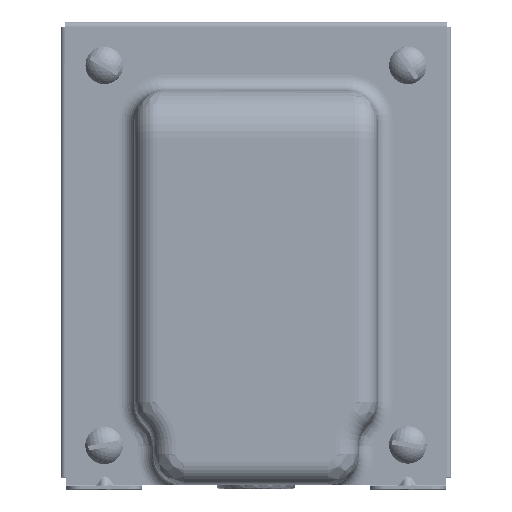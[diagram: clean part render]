
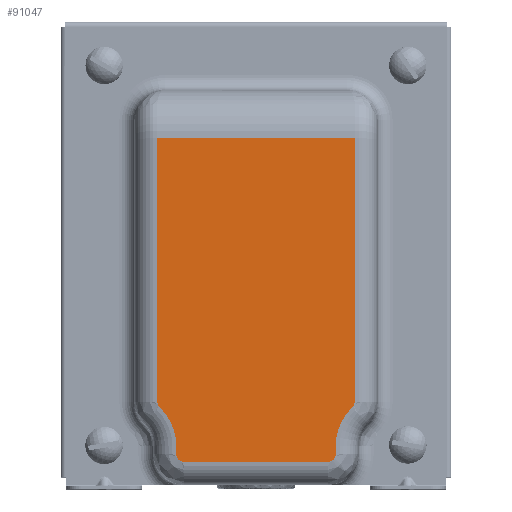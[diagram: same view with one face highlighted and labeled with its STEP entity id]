
A CAD part, top view. The second image highlights one B-rep face of the part: STEP entity #91047.
In plain terms, the highlighted planar face has unit normal (0, 0, 1).
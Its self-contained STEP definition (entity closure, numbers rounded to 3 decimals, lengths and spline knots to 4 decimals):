
#2187=PLANE('',#96962);
#6310=FACE_OUTER_BOUND('',#11579,.T.);
#11579=EDGE_LOOP('',(#63719,#63720,#63721,#63722,#63723,#63724,#63725,#63726,
#63727,#63728,#63729,#63730));
#17906=CIRCLE('',#96935,0.0625);
#17908=CIRCLE('',#96938,0.4375);
#17911=CIRCLE('',#96942,0.0625);
#17914=CIRCLE('',#96946,0.0625);
#17918=CIRCLE('',#96952,0.4375);
#17921=CIRCLE('',#96955,0.0625);
#21462=LINE('',#136269,#30723);
#21463=LINE('',#136289,#30724);
#21464=LINE('',#136305,#30725);
#21465=LINE('',#136321,#30726);
#21467=LINE('',#136347,#30728);
#21468=LINE('',#136452,#30729);
#30723=VECTOR('',#106161,0.3937);
#30724=VECTOR('',#106176,0.3937);
#30725=VECTOR('',#106185,0.3937);
#30726=VECTOR('',#106194,0.3937);
#30728=VECTOR('',#106214,0.3937);
#30729=VECTOR('',#106225,0.3937);
#40205=VERTEX_POINT('',#136263);
#40206=VERTEX_POINT('',#136267);
#40207=VERTEX_POINT('',#136279);
#40208=VERTEX_POINT('',#136283);
#40209=VERTEX_POINT('',#136287);
#40210=VERTEX_POINT('',#136299);
#40211=VERTEX_POINT('',#136303);
#40212=VERTEX_POINT('',#136315);
#40213=VERTEX_POINT('',#136319);
#40214=VERTEX_POINT('',#136323);
#40216=VERTEX_POINT('',#136337);
#40218=VERTEX_POINT('',#136343);
#49404=EDGE_CURVE('',#40205,#40206,#21462,.T.);
#49406=EDGE_CURVE('',#40206,#40207,#17906,.T.);
#49408=EDGE_CURVE('',#40207,#40208,#17908,.T.);
#49410=EDGE_CURVE('',#40208,#40209,#21463,.T.);
#49412=EDGE_CURVE('',#40209,#40210,#17911,.T.);
#49414=EDGE_CURVE('',#40210,#40211,#21464,.T.);
#49416=EDGE_CURVE('',#40211,#40212,#17914,.T.);
#49418=EDGE_CURVE('',#40212,#40213,#21465,.T.);
#49421=EDGE_CURVE('',#40213,#40214,#17918,.T.);
#49424=EDGE_CURVE('',#40214,#40216,#17921,.T.);
#49427=EDGE_CURVE('',#40216,#40218,#21467,.T.);
#49433=EDGE_CURVE('',#40218,#40205,#21468,.T.);
#63719=ORIENTED_EDGE('',*,*,#49427,.F.);
#63720=ORIENTED_EDGE('',*,*,#49424,.F.);
#63721=ORIENTED_EDGE('',*,*,#49421,.F.);
#63722=ORIENTED_EDGE('',*,*,#49418,.F.);
#63723=ORIENTED_EDGE('',*,*,#49416,.F.);
#63724=ORIENTED_EDGE('',*,*,#49414,.F.);
#63725=ORIENTED_EDGE('',*,*,#49412,.F.);
#63726=ORIENTED_EDGE('',*,*,#49410,.F.);
#63727=ORIENTED_EDGE('',*,*,#49408,.F.);
#63728=ORIENTED_EDGE('',*,*,#49406,.F.);
#63729=ORIENTED_EDGE('',*,*,#49404,.F.);
#63730=ORIENTED_EDGE('',*,*,#49433,.F.);
#91047=ADVANCED_FACE('',(#6310),#2187,.T.);
#96935=AXIS2_PLACEMENT_3D('',#136281,#106164,#106165);
#96938=AXIS2_PLACEMENT_3D('',#136285,#106170,#106171);
#96942=AXIS2_PLACEMENT_3D('',#136301,#106179,#106180);
#96946=AXIS2_PLACEMENT_3D('',#136317,#106188,#106189);
#96952=AXIS2_PLACEMENT_3D('',#136327,#106201,#106202);
#96955=AXIS2_PLACEMENT_3D('',#136341,#106207,#106208);
#96962=AXIS2_PLACEMENT_3D('',#136451,#106223,#106224);
#106161=DIRECTION('',(0.,-1.,0.));
#106164=DIRECTION('center_axis',(0.,0.,
-1.));
#106165=DIRECTION('ref_axis',(0.919,-0.395,0.));
#106170=DIRECTION('center_axis',(0.,0.,
1.));
#106171=DIRECTION('ref_axis',(-0.919,0.395,0.));
#106176=DIRECTION('',(0.,-1.,0.));
#106179=DIRECTION('center_axis',(0.,0.,
-1.));
#106180=DIRECTION('ref_axis',(0.707,-0.707,0.));
#106185=DIRECTION('',(-1.,0.,0.));
#106188=DIRECTION('center_axis',(0.,0.,
-1.));
#106189=DIRECTION('ref_axis',(-0.707,-0.707,0.));
#106194=DIRECTION('',(0.,1.,0.));
#106201=DIRECTION('center_axis',(0.,0.,
1.));
#106202=DIRECTION('ref_axis',(0.919,0.395,0.));
#106207=DIRECTION('center_axis',(0.,0.,
-1.));
#106208=DIRECTION('ref_axis',(-0.919,-0.395,0.));
#106214=DIRECTION('',(0.,1.,0.));
#106223=DIRECTION('center_axis',(0.,0.,
1.));
#106224=DIRECTION('ref_axis',(1.,0.,0.));
#106225=DIRECTION('',(1.,0.,0.));
#136263=CARTESIAN_POINT('',(0.8095,4.6184,-1.3125));
#136267=CARTESIAN_POINT('',(0.8095,2.4497,-1.3125));
#136269=CARTESIAN_POINT('',(0.8095,2.8559,-1.3125));
#136279=CARTESIAN_POINT('',(0.79,2.4044,-1.3125));
#136281=CARTESIAN_POINT('Origin',(0.747,2.4497,-1.3125));
#136283=CARTESIAN_POINT('',(0.6533,2.0867,-1.3125));
#136285=CARTESIAN_POINT('Origin',(1.0908,2.0867,-1.3125));
#136287=CARTESIAN_POINT('',(0.6533,2.0184,-1.3125));
#136289=CARTESIAN_POINT('',(0.6533,2.5809,-1.3125));
#136299=CARTESIAN_POINT('',(0.5908,1.9559,-1.3125));
#136301=CARTESIAN_POINT('Origin',(0.5908,2.0184,-1.3125));
#136303=CARTESIAN_POINT('',(-0.5967,1.9559,-1.3125));
#136305=CARTESIAN_POINT('',(-0.4249,1.9559,-1.3125));
#136315=CARTESIAN_POINT('',(-0.6592,2.0184,-1.3125));
#136317=CARTESIAN_POINT('Origin',(-0.5967,2.0184,-1.3125));
#136319=CARTESIAN_POINT('',(-0.6592,2.0867,-1.3125));
#136321=CARTESIAN_POINT('',(-0.6592,2.8559,-1.3125));
#136323=CARTESIAN_POINT('',(-0.7959,2.4044,-1.3125));
#136327=CARTESIAN_POINT('Origin',(-1.0967,2.0867,-1.3125));
#136337=CARTESIAN_POINT('',(-0.8155,2.4497,-1.3125));
#136341=CARTESIAN_POINT('Origin',(-0.753,2.4497,-1.3125));
#136343=CARTESIAN_POINT('',(-0.8155,4.6184,-1.3125));
#136347=CARTESIAN_POINT('',(-0.8155,4.2059,-1.3125));
#136451=CARTESIAN_POINT('Origin',(-0.003,3.3934,
-1.3125));
#136452=CARTESIAN_POINT('',(0.497,4.6184,-1.3125));
